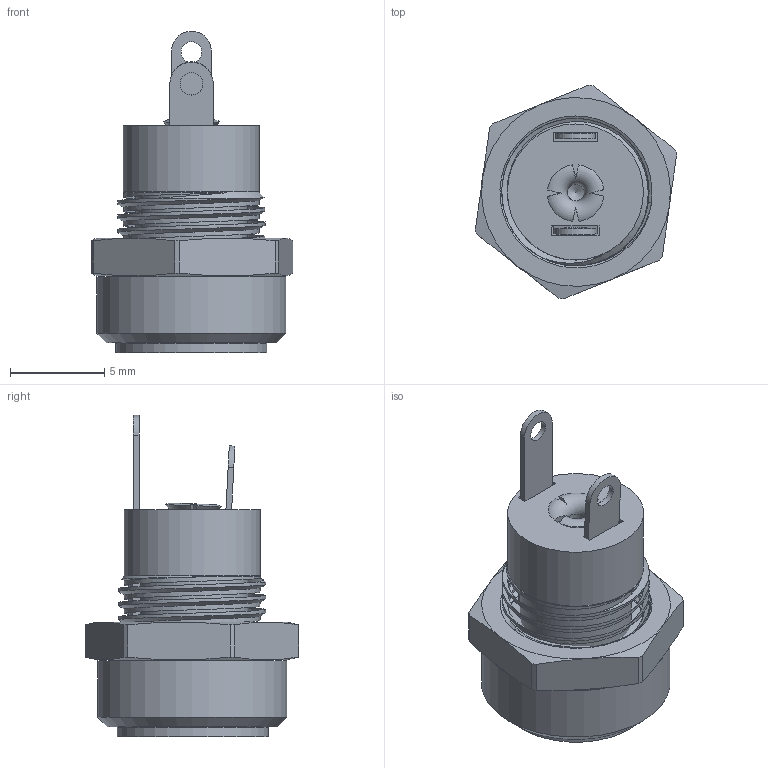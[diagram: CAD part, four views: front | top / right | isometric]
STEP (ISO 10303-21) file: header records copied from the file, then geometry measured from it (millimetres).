
FILE_DESCRIPTION(('FreeCAD Model'),'2;1');
FILE_NAME('MJ_14SR_sp002_cp.step', '2019-02-04T13:59:27',('kicad StepUp'),('ksu MCAD'), 'Open CASCADE STEP processor 7.2','FreeCAD','Unknown');
FILE_SCHEMA(('AUTOMOTIVE_DESIGN { 1 0 10303 214 1 1 1 1 }'));
Length unit declared in the file: millimetre
Products named in the file (1): MJ_14SR_sp002_cp
Bounding box: 10.66 x 11.32 x 17.01 mm (x, y, z)
Volume: 447.8 mm3; surface area: 1250.7 mm2
Topology: 2 solids, 3 shells, 181 faces, 556 edges, 364 vertices
Faces by surface type: plane 88, cylinder 49, cone 26, bspline 10, torus 7, sphere 1
Full cylindrical faces by diameter (mm): 0.9 x1, 1.1 x1, 1.2 x1, 1.5 x1, 1.7 x1, 2 x1, 3 x1, 5.8 x1, 6.3 x1, 7.2 x1, 8 x1, 10 x1
Entity records: 13576 total; most frequent: CARTESIAN_POINT 7594, ORIENTED_EDGE 1108, DIRECTION 845, EDGE_CURVE 553, VERTEX_POINT 364, AXIS2_PLACEMENT_3D 315, LINE 215, VECTOR 215
